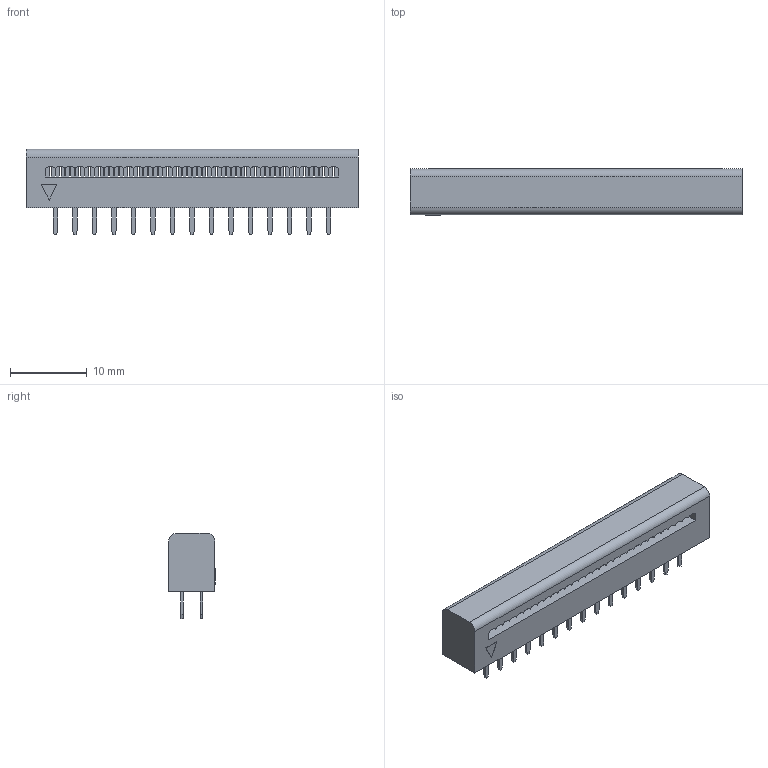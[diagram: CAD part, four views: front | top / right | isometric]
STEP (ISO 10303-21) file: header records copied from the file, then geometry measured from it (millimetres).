
FILE_DESCRIPTION(('STEP AP214'), '1');
FILE_NAME('DS1018 (FDC CONNFLY)', '2018-12-17T16:35:07', ('Egor'), (''), 'ASCON STEP Converter 1.3', 'ASCON Math Kernel', '');
FILE_SCHEMA(('AUTOMOTIVE_DESIGN { 1 0 10303 214 3 1 1}'));
Length unit declared in the file: millimetre
Bounding box: 43.2 x 6.05 x 11.1 mm (x, y, z)
Volume: 1566.4 mm3; surface area: 2038.3 mm2
Topology: 1 solids, 1 shells, 648 faces, 1665 edges, 1110 vertices
Faces by surface type: plane 586, cylinder 62
Entity records: 24605 total; most frequent: CARTESIAN_POINT 3424, ORIENTED_EDGE 3330, DIRECTION 3087, EDGE_CURVE 1665, LINE 1541, VECTOR 1541, VERTEX_POINT 1110, AXIS2_PLACEMENT_3D 773
